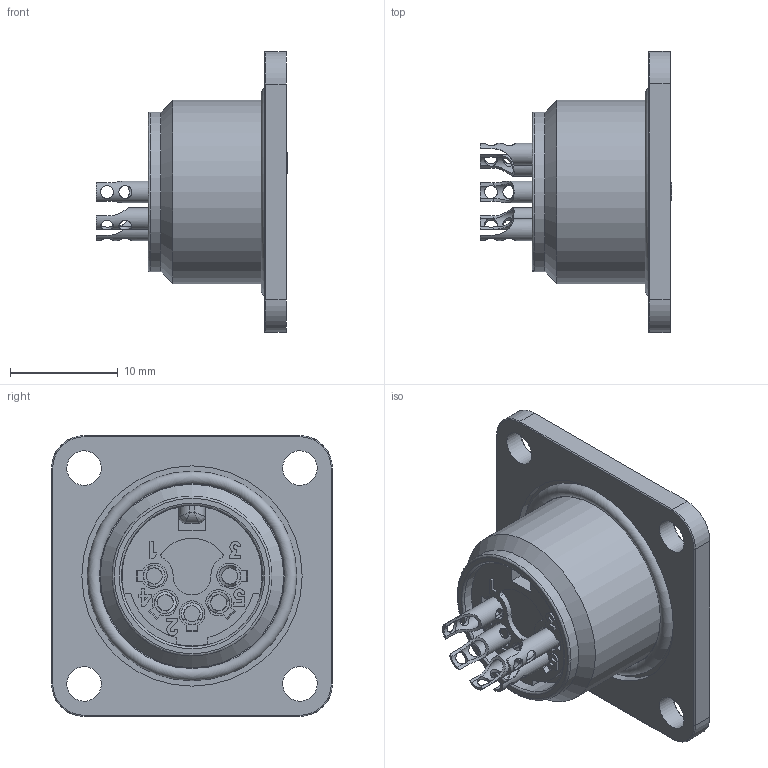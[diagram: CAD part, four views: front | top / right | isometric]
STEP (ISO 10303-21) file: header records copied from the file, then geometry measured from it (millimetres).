
FILE_DESCRIPTION(/* description */ (''),/* implementation_level */ '2;1');
FILE_NAME(/* name */ 'c091 31t105 100 2 unxc001-02.stp',/* time_stamp */ '2021-02-10T09:57:26+01:00',/* author */ (''),/* organization */ (''),/* preprocessor_version */ 'ST-DEVELOPER v16.7',/* originating_system */ 'SIEMENS PLM Software NX 12.0',/* authorisation */ '');
FILE_SCHEMA (('AUTOMOTIVE_DESIGN { 1 0 10303 214 3 1 1 1 }'));
Length unit declared in the file: millimetre
Products named in the file (1): c091 31t105 100 2 unxc001-02
Bounding box: 17.75 x 26 x 26 mm (x, y, z)
Volume: 2888.3 mm3; surface area: 3299.4 mm2
Topology: 1 solids, 1 shells, 285 faces, 785 edges, 514 vertices
Faces by surface type: plane 162, cylinder 103, cone 11, bspline 8, torus 1
Full cylindrical faces by diameter (mm): 1 x5, 1.2 x10, 1.5 x5, 2 x5, 3.2 x4, 13.1 x1, 14.7 x1, 14.8 x1, 15.3 x1, 15.4 x1, 16.2 x1, 17 x1, 20.4 x1
Entity records: 10662 total; most frequent: CARTESIAN_POINT 2420, ORIENTED_EDGE 1436, DIRECTION 1350, EDGE_CURVE 718, VERTEX_POINT 504, AXIS2_PLACEMENT_3D 463, LINE 424, VECTOR 424
